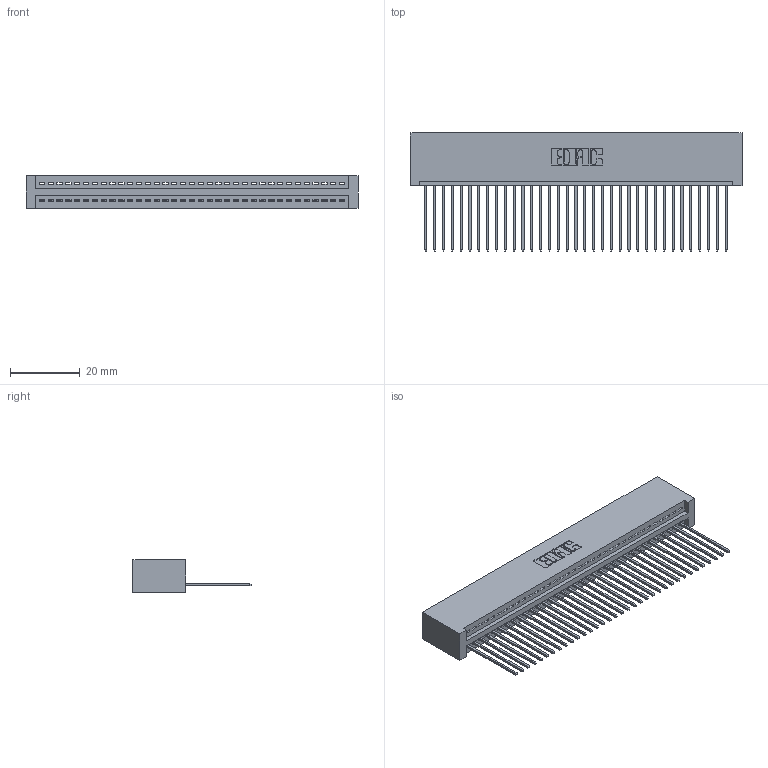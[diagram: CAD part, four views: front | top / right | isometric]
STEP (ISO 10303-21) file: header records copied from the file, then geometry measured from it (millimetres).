
FILE_DESCRIPTION (( 'STEP AP203' ), '1' );
FILE_NAME ('395-035-541-101.STEP', '2018-11-13T16:08:05', ( '' ), ( '' ), 'SwSTEP 2.0', 'SolidWorks 2016', '' );
FILE_SCHEMA (( 'CONFIG_CONTROL_DESIGN' ));
Length unit declared in the file: inch
Products named in the file (3): 345-292-001_345-293-141; 395-035-541-101; 345 Part_No Mounting Lugs
Assembly tree (36 placements, depth 2):
  395-035-541-101
    345 Part_No Mounting Lugs
    345-292-001_345-293-141  x35
Bounding box: 95.5 x 33.96 x 9.4 mm (x, y, z)
Volume: 9713.6 mm3; surface area: 13683 mm2
Topology: 36 solids, 36 shells, 2148 faces, 6477 edges, 4270 vertices
Faces by surface type: plane 1476, cylinder 672
Entity records: 27025 total; most frequent: CARTESIAN_POINT 4689, ORIENTED_EDGE 4658, DIRECTION 4099, EDGE_CURVE 2329, VECTOR 2065, LINE 2065, VERTEX_POINT 1550, AXIS2_PLACEMENT_3D 1017
